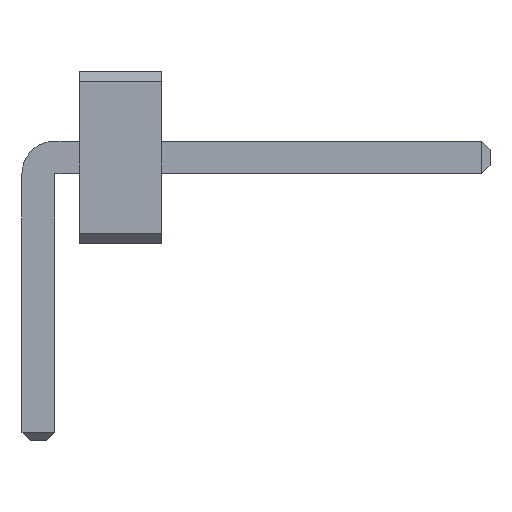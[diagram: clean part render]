
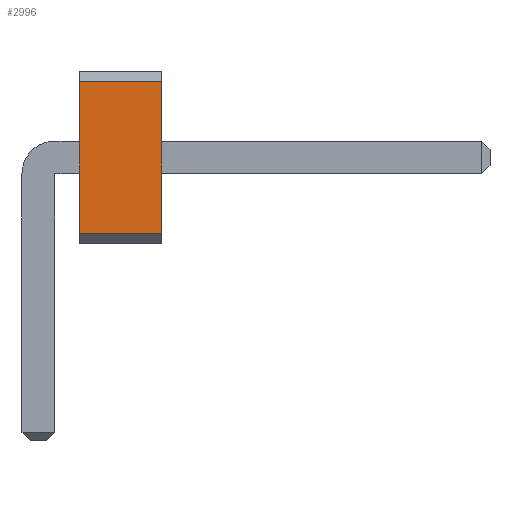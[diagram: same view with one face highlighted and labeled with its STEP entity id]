
A CAD part, front view. The second image highlights one B-rep face of the part: STEP entity #2996.
In plain terms, the highlighted planar face has unit normal (0, -1, 0).
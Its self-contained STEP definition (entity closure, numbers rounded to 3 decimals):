
#382 = VERTEX_POINT('',#383);
#383 = CARTESIAN_POINT('',(0.5,-13.335,1.973));
#389 = EDGE_CURVE('',#390,#382,#392,.T.);
#390 = VERTEX_POINT('',#391);
#391 = CARTESIAN_POINT('',(0.5,-13.335,0.127));
#392 = LINE('',#393,#394);
#393 = CARTESIAN_POINT('',(0.5,-13.335,0.127));
#394 = VECTOR('',#395,1.);
#395 = DIRECTION('',(0.,0.,1.));
#1285 = VERTEX_POINT('',#1286);
#1286 = CARTESIAN_POINT('',(1.5,-13.335,1.973));
#1292 = EDGE_CURVE('',#1293,#1285,#1295,.T.);
#1293 = VERTEX_POINT('',#1294);
#1294 = CARTESIAN_POINT('',(1.5,-13.335,0.127));
#1295 = LINE('',#1296,#1297);
#1296 = CARTESIAN_POINT('',(1.5,-13.335,0.127));
#1297 = VECTOR('',#1298,1.);
#1298 = DIRECTION('',(0.,0.,1.));
#2968 = EDGE_CURVE('',#390,#1293,#2969,.T.);
#2969 = LINE('',#2970,#2971);
#2970 = CARTESIAN_POINT('',(0.5,-13.335,0.127));
#2971 = VECTOR('',#2972,1.);
#2972 = DIRECTION('',(1.,0.,0.));
#2996 = ADVANCED_FACE('',(#2997),#3008,.T.);
#2997 = FACE_BOUND('',#2998,.T.);
#2998 = EDGE_LOOP('',(#2999,#3000,#3001,#3007));
#2999 = ORIENTED_EDGE('',*,*,#2968,.T.);
#3000 = ORIENTED_EDGE('',*,*,#1292,.T.);
#3001 = ORIENTED_EDGE('',*,*,#3002,.F.);
#3002 = EDGE_CURVE('',#382,#1285,#3003,.T.);
#3003 = LINE('',#3004,#3005);
#3004 = CARTESIAN_POINT('',(0.5,-13.335,1.973));
#3005 = VECTOR('',#3006,1.);
#3006 = DIRECTION('',(1.,0.,0.));
#3007 = ORIENTED_EDGE('',*,*,#389,.F.);
#3008 = PLANE('',#3009);
#3009 = AXIS2_PLACEMENT_3D('',#3010,#3011,#3012);
#3010 = CARTESIAN_POINT('',(0.5,-13.335,0.127));
#3011 = DIRECTION('',(0.,-1.,0.));
#3012 = DIRECTION('',(0.,0.,1.));
